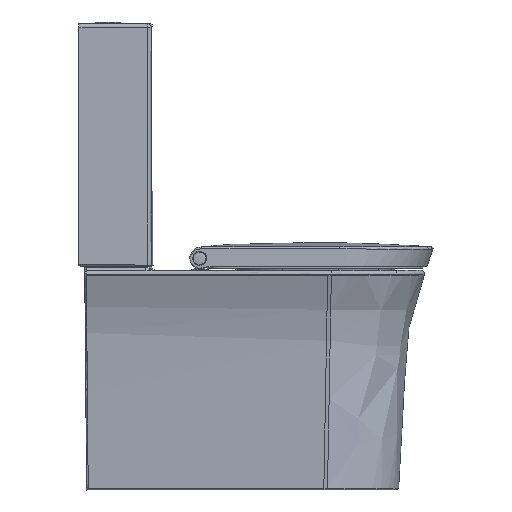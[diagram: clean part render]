
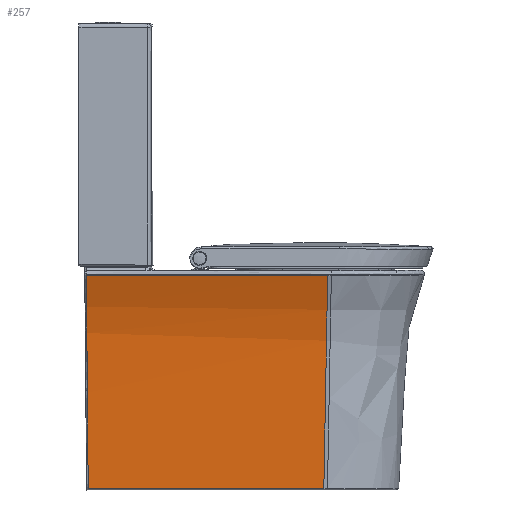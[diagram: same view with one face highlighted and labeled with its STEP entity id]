
A CAD part, left-side view. The second image highlights one B-rep face of the part: STEP entity #257.
In plain terms, the highlighted free-form (B-spline) face has degree [1, 5] with [2, 15] control points.
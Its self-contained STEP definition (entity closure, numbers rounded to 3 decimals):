
#257=ADVANCED_FACE('',(#2762),#35872,.T.);
#2762=FACE_OUTER_BOUND('',#5269,.T.);
#5269=EDGE_LOOP('',(#8323,#8324,#8325,#8326));
#8323=ORIENTED_EDGE('',*,*,#21881,.F.);
#8324=ORIENTED_EDGE('',*,*,#21794,.F.);
#8325=ORIENTED_EDGE('',*,*,#20021,.F.);
#8326=ORIENTED_EDGE('',*,*,#21877,.F.);
#20021=EDGE_CURVE('',#32381,#32458,#26149,.T.);
#21794=EDGE_CURVE('',#32458,#32517,#27838,.T.);
#21877=EDGE_CURVE('',#32516,#32381,#27912,.T.);
#21881=EDGE_CURVE('',#32517,#32516,#27916,.T.);
#26149=B_SPLINE_CURVE_WITH_KNOTS('',1,(#338499,#338500),.UNSPECIFIED.,.F.,
 .F.,(2,2),(-461.698,0.),.UNSPECIFIED.);
#27838=B_SPLINE_CURVE_WITH_KNOTS('',5,(#356493,#356494,#356495,#356496,
#356497,#356498,#356499,#356500,#356501,#356502,#356503,#356504,#356505,
#356506,#356507),.UNSPECIFIED.,.F.,.F.,(6,3,3,3,6),(-415.038,-274.828,
-266.127,-258.007,-2.7),.UNSPECIFIED.);
#27912=B_SPLINE_CURVE_WITH_KNOTS('',5,(#357094,#357095,#357096,#357097,
#357098,#357099,#357100,#357101,#357102,#357103,#357104,#357105,#357106,
#357107,#357108,#357109,#357110,#357111,#357112,#357113,#357114,#357115,
#357116,#357117,#357118,#357119,#357120,#357121,#357122,#357123,#357124,
#357125,#357126,#357127,#357128,#357129,#357130,#357131,#357132,#357133,
#357134,#357135),.UNSPECIFIED.,.F.,.F.,(6,3,3,3,3,3,3,3,3,3,3,3,3,6),(0.,
127.611,256.972,307.065,332.112,357.158,
373.253,381.869,386.171,399.215,412.26,
438.35,490.529,582.268),.UNSPECIFIED.);
#27916=B_SPLINE_CURVE_WITH_KNOTS('',1,(#357149,#357150),.UNSPECIFIED.,.F.,
 .F.,(2,2),(-229.592,225.437),.UNSPECIFIED.);
#32381=VERTEX_POINT('',#335850);
#32458=VERTEX_POINT('',#335927);
#32516=VERTEX_POINT('',#335985);
#32517=VERTEX_POINT('',#335986);
#35872=B_SPLINE_SURFACE_WITH_KNOTS('',1,5,((#45986,#45987,#45988,#45989,
#45990,#45991,#45992,#45993,#45994,#45995,#45996,#45997,#45998,#45999,#46000),
(#46001,#46002,#46003,#46004,#46005,#46006,#46007,#46008,#46009,#46010,
#46011,#46012,#46013,#46014,#46015)),.UNSPECIFIED.,.F.,.F.,.F.,(2,2),(6,
3,3,3,6),(-231.808,229.592),(0.,258.007,266.127,
274.828,416.265),.UNSPECIFIED.);
#45986=CARTESIAN_POINT('',(-136.877,324.816,-216.168));
#45987=CARTESIAN_POINT('',(-138.813,324.815,-164.604));
#45988=CARTESIAN_POINT('',(-140.749,324.814,-113.04));
#45989=CARTESIAN_POINT('',(-142.721,324.813,-60.512));
#45990=CARTESIAN_POINT('',(-144.68,324.812,-8.319));
#45991=CARTESIAN_POINT('',(-146.678,324.811,44.899));
#45992=CARTESIAN_POINT('',(-146.739,324.811,46.523));
#45993=CARTESIAN_POINT('',(-146.866,324.811,49.882));
#45994=CARTESIAN_POINT('',(-146.99,324.811,53.246));
#45995=CARTESIAN_POINT('',(-147.052,324.811,54.983));
#45996=CARTESIAN_POINT('',(-148.419,324.811,85.002));
#45997=CARTESIAN_POINT('',(-153.421,324.81,114.44));
#45998=CARTESIAN_POINT('',(-161.061,324.81,141.792));
#45999=CARTESIAN_POINT('',(-169.702,324.81,168.75));
#46000=CARTESIAN_POINT('',(-179.377,324.809,195.332));
#46001=CARTESIAN_POINT('',(-132.025,-132.207,-216.168));
#46002=CARTESIAN_POINT('',(-133.951,-133.145,-164.604));
#46003=CARTESIAN_POINT('',(-135.877,-134.084,-113.04));
#46004=CARTESIAN_POINT('',(-137.839,-135.033,-60.512));
#46005=CARTESIAN_POINT('',(-139.788,-135.964,-8.319));
#46006=CARTESIAN_POINT('',(-141.776,-136.896,44.899));
#46007=CARTESIAN_POINT('',(-141.837,-136.924,46.523));
#46008=CARTESIAN_POINT('',(-141.963,-136.983,49.882));
#46009=CARTESIAN_POINT('',(-142.087,-137.042,53.246));
#46010=CARTESIAN_POINT('',(-142.148,-137.072,54.983));
#46011=CARTESIAN_POINT('',(-143.509,-137.597,85.002));
#46012=CARTESIAN_POINT('',(-148.506,-138.121,114.44));
#46013=CARTESIAN_POINT('',(-156.141,-138.622,141.792));
#46014=CARTESIAN_POINT('',(-164.777,-139.122,168.75));
#46015=CARTESIAN_POINT('',(-174.446,-139.622,195.332));
#335850=CARTESIAN_POINT('',(-178.929,322.072,194.178));
#335927=CARTESIAN_POINT('',(-174.028,-139.6,194.178));
#335985=CARTESIAN_POINT('',(-136.911,318.505,-213.47));
#335986=CARTESIAN_POINT('',(-132.126,-132.256,-213.47));
#338499=CARTESIAN_POINT('',(-178.929,322.072,194.178));
#338500=CARTESIAN_POINT('',(-174.028,-139.6,194.178));
#356493=CARTESIAN_POINT('',(-174.028,-139.6,194.178));
#356494=CARTESIAN_POINT('',(-164.477,-139.105,167.814));
#356495=CARTESIAN_POINT('',(-155.943,-138.609,141.08));
#356496=CARTESIAN_POINT('',(-148.425,-138.113,113.959));
#356497=CARTESIAN_POINT('',(-143.498,-137.592,84.757));
#356498=CARTESIAN_POINT('',(-142.148,-137.072,54.983));
#356499=CARTESIAN_POINT('',(-142.087,-137.042,53.246));
#356500=CARTESIAN_POINT('',(-141.963,-136.983,49.882));
#356501=CARTESIAN_POINT('',(-141.837,-136.924,46.523));
#356502=CARTESIAN_POINT('',(-141.776,-136.896,44.899));
#356503=CARTESIAN_POINT('',(-139.808,-135.974,-7.779));
#356504=CARTESIAN_POINT('',(-137.878,-135.052,-59.453));
#356505=CARTESIAN_POINT('',(-135.938,-134.113,-111.392));
#356506=CARTESIAN_POINT('',(-134.032,-133.185,-162.445));
#356507=CARTESIAN_POINT('',(-132.126,-132.256,-213.47));
#357094=CARTESIAN_POINT('',(-136.911,318.505,-213.47));
#357095=CARTESIAN_POINT('',(-137.592,318.663,-195.396));
#357096=CARTESIAN_POINT('',(-138.272,318.82,-177.32));
#357097=CARTESIAN_POINT('',(-138.953,318.978,-159.224));
#357098=CARTESIAN_POINT('',(-140.325,319.297,-122.759));
#357099=CARTESIAN_POINT('',(-141.698,319.615,-86.297));
#357100=CARTESIAN_POINT('',(-142.388,319.775,-67.955));
#357101=CARTESIAN_POINT('',(-143.344,319.996,-42.551));
#357102=CARTESIAN_POINT('',(-144.299,320.218,-17.185));
#357103=CARTESIAN_POINT('',(-144.565,320.28,-10.107));
#357104=CARTESIAN_POINT('',(-144.964,320.372,0.507));
#357105=CARTESIAN_POINT('',(-145.364,320.465,11.123));
#357106=CARTESIAN_POINT('',(-145.497,320.496,14.662));
#357107=CARTESIAN_POINT('',(-145.764,320.558,21.741));
#357108=CARTESIAN_POINT('',(-146.03,320.619,28.823));
#357109=CARTESIAN_POINT('',(-146.164,320.65,32.367));
#357110=CARTESIAN_POINT('',(-146.382,320.701,38.187));
#357111=CARTESIAN_POINT('',(-146.602,320.752,44.015));
#357112=CARTESIAN_POINT('',(-146.687,320.772,46.293));
#357113=CARTESIAN_POINT('',(-146.82,320.802,49.795));
#357114=CARTESIAN_POINT('',(-146.95,320.833,53.296));
#357115=CARTESIAN_POINT('',(-146.995,320.844,54.512));
#357116=CARTESIAN_POINT('',(-147.072,320.86,56.332));
#357117=CARTESIAN_POINT('',(-147.163,320.876,58.151));
#357118=CARTESIAN_POINT('',(-147.196,320.881,58.762));
#357119=CARTESIAN_POINT('',(-147.33,320.903,61.204));
#357120=CARTESIAN_POINT('',(-147.489,320.924,63.644));
#357121=CARTESIAN_POINT('',(-147.622,320.94,65.478));
#357122=CARTESIAN_POINT('',(-147.915,320.973,69.142));
#357123=CARTESIAN_POINT('',(-148.262,321.005,72.799));
#357124=CARTESIAN_POINT('',(-148.448,321.021,74.626));
#357125=CARTESIAN_POINT('',(-149.047,321.069,80.103));
#357126=CARTESIAN_POINT('',(-149.761,321.117,85.566));
#357127=CARTESIAN_POINT('',(-150.287,321.149,89.2));
#357128=CARTESIAN_POINT('',(-152.009,321.245,100.083));
#357129=CARTESIAN_POINT('',(-154.144,321.341,110.902));
#357130=CARTESIAN_POINT('',(-155.735,321.404,118.085));
#357131=CARTESIAN_POINT('',(-160.53,321.578,137.815));
#357132=CARTESIAN_POINT('',(-166.311,321.749,157.331));
#357133=CARTESIAN_POINT('',(-170.298,321.857,169.691));
#357134=CARTESIAN_POINT('',(-174.505,321.965,181.974));
#357135=CARTESIAN_POINT('',(-178.929,322.072,194.178));
#357149=CARTESIAN_POINT('',(-132.126,-132.256,-213.47));
#357150=CARTESIAN_POINT('',(-136.911,318.505,-213.47));
